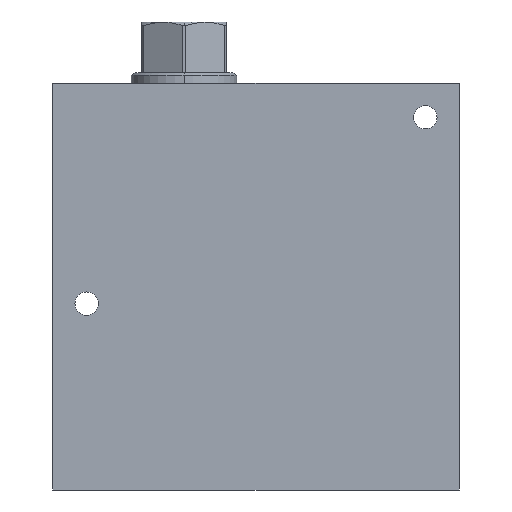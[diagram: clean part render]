
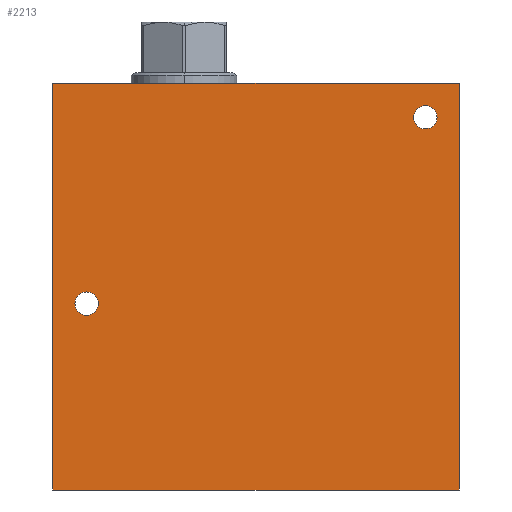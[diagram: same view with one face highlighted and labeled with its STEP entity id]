
A CAD part, front view. The second image highlights one B-rep face of the part: STEP entity #2213.
In plain terms, the highlighted planar face has unit normal (0, -1, 0).
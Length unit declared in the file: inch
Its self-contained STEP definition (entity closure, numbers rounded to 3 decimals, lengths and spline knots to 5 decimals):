
#5=DIRECTION('',(1.,0.,0.));
#6=VECTOR('',#5,6.);
#7=CARTESIAN_POINT('',(0.,-2.625,0.));
#8=LINE('',#7,#6);
#65=DIRECTION('',(0.,0.,1.));
#66=VECTOR('',#65,6.);
#67=CARTESIAN_POINT('',(6.,-2.625,0.));
#68=LINE('',#67,#66);
#99=DIRECTION('',(0.,0.,1.));
#100=VECTOR('',#99,6.);
#101=CARTESIAN_POINT('',(0.,-2.625,0.));
#102=LINE('',#101,#100);
#103=CARTESIAN_POINT('',(0.5,-2.625,2.75));
#104=DIRECTION('',(0.,1.,0.));
#105=DIRECTION('',(0.,0.,-1.));
#106=AXIS2_PLACEMENT_3D('',#103,#104,#105);
#108=CARTESIAN_POINT('',(0.5,-2.625,2.75));
#109=DIRECTION('',(0.,1.,0.));
#110=DIRECTION('',(0.,0.,1.));
#111=AXIS2_PLACEMENT_3D('',#108,#109,#110);
#113=CARTESIAN_POINT('',(5.5,-2.625,5.5));
#114=DIRECTION('',(0.,1.,0.));
#115=DIRECTION('',(0.,0.,-1.));
#116=AXIS2_PLACEMENT_3D('',#113,#114,#115);
#118=CARTESIAN_POINT('',(5.5,-2.625,5.5));
#119=DIRECTION('',(0.,1.,0.));
#120=DIRECTION('',(0.,0.,1.));
#121=AXIS2_PLACEMENT_3D('',#118,#119,#120);
#135=DIRECTION('',(1.,0.,0.));
#136=VECTOR('',#135,6.);
#137=CARTESIAN_POINT('',(0.,-2.625,6.));
#138=LINE('',#137,#136);
#1768=CARTESIAN_POINT('',(0.,-2.625,0.));
#1770=VERTEX_POINT('',#1768);
#1771=CARTESIAN_POINT('',(6.,-2.625,0.));
#1772=VERTEX_POINT('',#1771);
#1776=CARTESIAN_POINT('',(0.,-2.625,6.));
#1778=VERTEX_POINT('',#1776);
#1779=CARTESIAN_POINT('',(6.,-2.625,6.));
#1780=VERTEX_POINT('',#1779);
#1967=CARTESIAN_POINT('',(0.5,-2.625,2.578));
#1968=CARTESIAN_POINT('',(0.5,-2.625,2.922));
#1969=VERTEX_POINT('',#1967);
#1970=VERTEX_POINT('',#1968);
#1979=CARTESIAN_POINT('',(5.5,-2.625,5.328));
#1980=CARTESIAN_POINT('',(5.5,-2.625,5.672));
#1981=VERTEX_POINT('',#1979);
#1982=VERTEX_POINT('',#1980);
#2189=CARTESIAN_POINT('',(0.,-2.625,0.));
#2190=DIRECTION('',(0.,-1.,0.));
#2191=DIRECTION('',(1.,0.,0.));
#2192=AXIS2_PLACEMENT_3D('',#2189,#2190,#2191);
#2193=PLANE('',#2192);
#2194=ORIENTED_EDGE('',*,*,#2095,.F.);
#2195=ORIENTED_EDGE('',*,*,#2114,.T.);
#2197=ORIENTED_EDGE('',*,*,#2196,.T.);
#2198=ORIENTED_EDGE('',*,*,#2163,.F.);
#2199=EDGE_LOOP('',(#2194,#2195,#2197,#2198));
#2200=FACE_OUTER_BOUND('',#2199,.F.);
#2202=ORIENTED_EDGE('',*,*,#2201,.F.);
#2204=ORIENTED_EDGE('',*,*,#2203,.F.);
#2205=EDGE_LOOP('',(#2202,#2204));
#2206=FACE_BOUND('',#2205,.F.);
#2208=ORIENTED_EDGE('',*,*,#2207,.F.);
#2210=ORIENTED_EDGE('',*,*,#2209,.F.);
#2211=EDGE_LOOP('',(#2208,#2210));
#2212=FACE_BOUND('',#2211,.F.);
#2213=ADVANCED_FACE('',(#2200,#2206,#2212),#2193,.T.);
#107=CIRCLE('',#106,0.172);
#112=CIRCLE('',#111,0.172);
#117=CIRCLE('',#116,0.172);
#122=CIRCLE('',#121,0.172);
#2095=EDGE_CURVE('',#1770,#1772,#8,.T.);
#2114=EDGE_CURVE('',#1770,#1778,#102,.T.);
#2163=EDGE_CURVE('',#1772,#1780,#68,.T.);
#2196=EDGE_CURVE('',#1778,#1780,#138,.T.);
#2201=EDGE_CURVE('',#1969,#1970,#107,.T.);
#2203=EDGE_CURVE('',#1970,#1969,#112,.T.);
#2207=EDGE_CURVE('',#1981,#1982,#117,.T.);
#2209=EDGE_CURVE('',#1982,#1981,#122,.T.);
